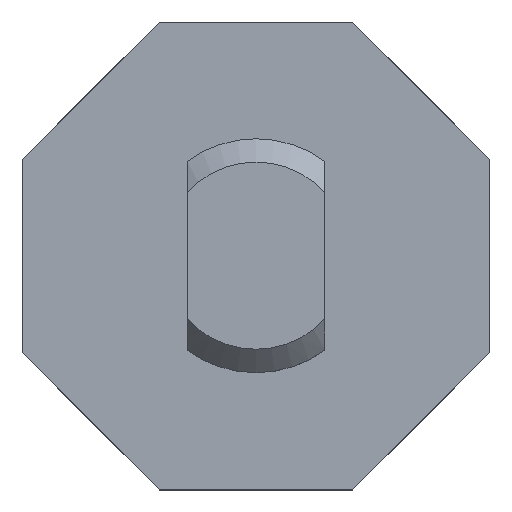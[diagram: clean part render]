
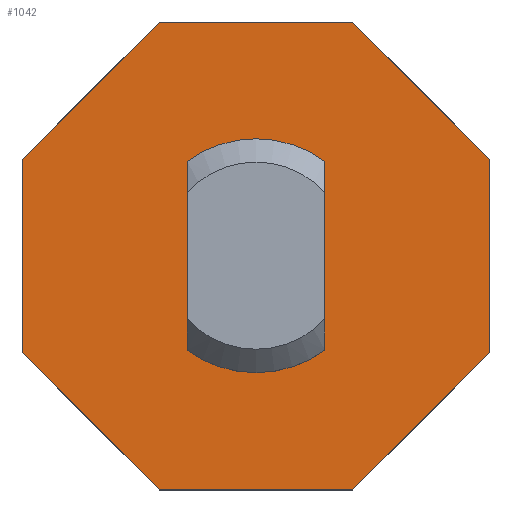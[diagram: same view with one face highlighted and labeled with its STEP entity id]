
A CAD part, top view. The second image highlights one B-rep face of the part: STEP entity #1042.
In plain terms, the highlighted planar face has unit normal (0, 0, 1).
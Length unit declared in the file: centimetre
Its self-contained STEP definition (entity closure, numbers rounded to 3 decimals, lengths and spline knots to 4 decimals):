
#133=PLANE('',#1100);
#165=VECTOR('',#1166,1.);
#172=VECTOR('',#1174,1.);
#178=VECTOR('',#1181,1.);
#184=VECTOR('',#1188,1.);
#239=VECTOR('',#1283,1.);
#240=VECTOR('',#1284,1.);
#241=VECTOR('',#1285,1.);
#242=VECTOR('',#1286,1.);
#263=LINE('',#1358,#165);
#270=LINE('',#1372,#172);
#276=LINE('',#1384,#178);
#282=LINE('',#1396,#184);
#337=LINE('',#1556,#239);
#338=LINE('',#1558,#240);
#339=LINE('',#1560,#241);
#340=LINE('',#1562,#242);
#362=VERTEX_POINT('',#1357);
#363=VERTEX_POINT('',#1359);
#368=VERTEX_POINT('',#1371);
#373=VERTEX_POINT('',#1383);
#378=VERTEX_POINT('',#1395);
#433=VERTEX_POINT('',#1557);
#434=VERTEX_POINT('',#1559);
#435=VERTEX_POINT('',#1561);
#436=VERTEX_POINT('',#1564);
#447=CIRCLE('',#1101,0.295);
#476=EDGE_CURVE('',#363,#362,#263,.T.);
#483=EDGE_CURVE('',#362,#368,#270,.T.);
#489=EDGE_CURVE('',#368,#373,#276,.T.);
#495=EDGE_CURVE('',#373,#378,#282,.T.);
#582=EDGE_CURVE('',#378,#433,#337,.T.);
#583=EDGE_CURVE('',#433,#434,#338,.T.);
#584=EDGE_CURVE('',#434,#435,#339,.T.);
#585=EDGE_CURVE('',#435,#363,#340,.T.);
#586=EDGE_CURVE('',#436,#436,#447,.T.);
#822=ORIENTED_EDGE('',*,*,#489,.T.);
#823=ORIENTED_EDGE('',*,*,#495,.T.);
#824=ORIENTED_EDGE('',*,*,#582,.T.);
#825=ORIENTED_EDGE('',*,*,#583,.T.);
#826=ORIENTED_EDGE('',*,*,#584,.T.);
#827=ORIENTED_EDGE('',*,*,#585,.T.);
#828=ORIENTED_EDGE('',*,*,#476,.T.);
#829=ORIENTED_EDGE('',*,*,#483,.T.);
#830=ORIENTED_EDGE('',*,*,#586,.T.);
#925=EDGE_LOOP('',(#822,#823,#824,#825,#826,#827,#828,#829));
#926=EDGE_LOOP('',(#830));
#987=FACE_BOUND('',#925,.T.);
#988=FACE_BOUND('',#926,.T.);
#1042=ADVANCED_FACE('',(#987,#988),#133,.T.);
#1100=AXIS2_PLACEMENT_3D('',#1555,#1282,$);
#1101=AXIS2_PLACEMENT_3D('',#1563,#1287,#1288);
#1166=DIRECTION('',(-0.707,0.707,0.));
#1174=DIRECTION('',(-1.,0.,0.));
#1181=DIRECTION('',(-0.707,-0.707,0.));
#1188=DIRECTION('',(0.,-1.,0.));
#1282=DIRECTION('',(0.,0.,1.));
#1283=DIRECTION('',(0.707,-0.707,0.));
#1284=DIRECTION('',(1.,0.,0.));
#1285=DIRECTION('',(0.707,0.707,0.));
#1286=DIRECTION('',(0.,1.,0.));
#1287=DIRECTION('',(0.,0.,-1.));
#1288=DIRECTION('',(0.295,0.,0.));
#1357=CARTESIAN_POINT('',(0.4142,1.,0.));
#1358=CARTESIAN_POINT('',(1.,0.4142,0.));
#1359=CARTESIAN_POINT('',(1.,0.4142,0.));
#1371=CARTESIAN_POINT('',(-0.4142,1.,0.));
#1372=CARTESIAN_POINT('',(0.4142,1.,0.));
#1383=CARTESIAN_POINT('',(-1.,0.4142,0.));
#1384=CARTESIAN_POINT('',(-0.4142,1.,0.));
#1395=CARTESIAN_POINT('',(-1.,-0.4142,0.));
#1396=CARTESIAN_POINT('',(-1.,0.4142,0.));
#1555=CARTESIAN_POINT('',(0.,0.,0.));
#1556=CARTESIAN_POINT('',(-1.,-0.4142,0.));
#1557=CARTESIAN_POINT('',(-0.4142,-1.,0.));
#1558=CARTESIAN_POINT('',(-0.4142,-1.,0.));
#1559=CARTESIAN_POINT('',(0.4142,-1.,0.));
#1560=CARTESIAN_POINT('',(0.4142,-1.,0.));
#1561=CARTESIAN_POINT('',(1.,-0.4142,0.));
#1562=CARTESIAN_POINT('',(1.,-0.4142,0.));
#1563=CARTESIAN_POINT('',(0.,0.,0.));
#1564=CARTESIAN_POINT('',(-0.295,0.,0.));
